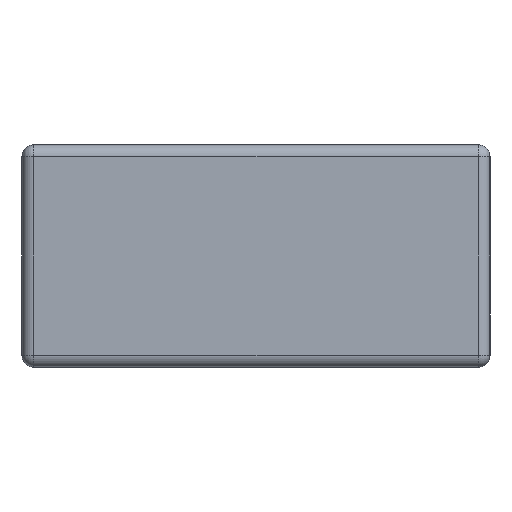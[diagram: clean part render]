
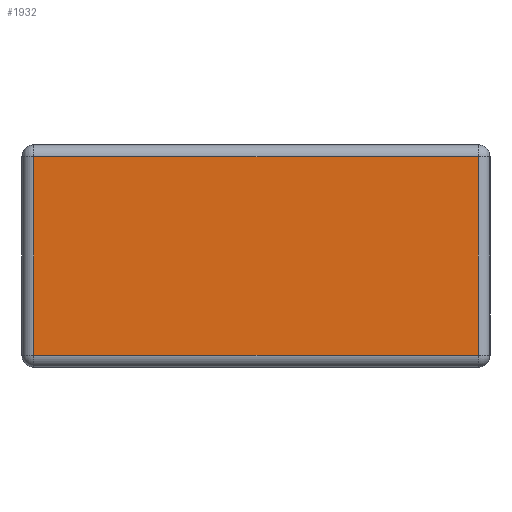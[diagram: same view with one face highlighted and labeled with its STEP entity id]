
A CAD part, left-side view. The second image highlights one B-rep face of the part: STEP entity #1932.
In plain terms, the highlighted planar face has unit normal (-1, 0, 0).
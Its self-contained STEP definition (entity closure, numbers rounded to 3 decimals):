
#82 = CARTESIAN_POINT ( 'NONE',  ( -57., 18., 16. ) ) ;
#96 = VECTOR ( 'NONE', #1216, 1000. ) ;
#208 = LINE ( 'NONE', #405, #96 ) ;
#290 = FACE_OUTER_BOUND ( 'NONE', #1094, .T. ) ;
#314 = VERTEX_POINT ( 'NONE', #641 ) ;
#344 = ORIENTED_EDGE ( 'NONE', *, *, #458, .T. ) ;
#404 = DIRECTION ( 'NONE',  ( 0., 0., -1. ) ) ;
#405 = CARTESIAN_POINT ( 'NONE',  ( -57., 19., 16. ) ) ;
#424 = EDGE_CURVE ( 'NONE', #683, #556, #2494, .T. ) ;
#433 = CARTESIAN_POINT ( 'NONE',  ( -57., 19., -2. ) ) ;
#458 = EDGE_CURVE ( 'NONE', #547, #683, #961, .T. ) ;
#490 = VECTOR ( 'NONE', #2285, 1000. ) ;
#547 = VERTEX_POINT ( 'NONE', #433 ) ;
#556 = VERTEX_POINT ( 'NONE', #2185 ) ;
#641 = CARTESIAN_POINT ( 'NONE',  ( -57., 19., 15. ) ) ;
#683 = VERTEX_POINT ( 'NONE', #843 ) ;
#843 = CARTESIAN_POINT ( 'NONE',  ( -57., -19., -2. ) ) ;
#868 = DIRECTION ( 'NONE',  ( 0., 1., 0. ) ) ;
#891 = DIRECTION ( 'NONE',  ( 1., 0., 0. ) ) ;
#898 = ORIENTED_EDGE ( 'NONE', *, *, #2079, .T. ) ;
#961 = LINE ( 'NONE', #1697, #2140 ) ;
#987 = EDGE_CURVE ( 'NONE', #314, #547, #208, .T. ) ;
#1094 = EDGE_LOOP ( 'NONE', ( #1854, #898, #1233, #344 ) ) ;
#1113 = CARTESIAN_POINT ( 'NONE',  ( -57., -19., 16. ) ) ;
#1216 = DIRECTION ( 'NONE',  ( 0., 0., -1. ) ) ;
#1233 = ORIENTED_EDGE ( 'NONE', *, *, #987, .T. ) ;
#1432 = LINE ( 'NONE', #2226, #1752 ) ;
#1515 = AXIS2_PLACEMENT_3D ( 'NONE', #82, #891, #404 ) ;
#1697 = CARTESIAN_POINT ( 'NONE',  ( -57., -20., -2. ) ) ;
#1752 = VECTOR ( 'NONE', #868, 1000. ) ;
#1854 = ORIENTED_EDGE ( 'NONE', *, *, #424, .T. ) ;
#1862 = PLANE ( 'NONE',  #1515 ) ;
#1932 = ADVANCED_FACE ( 'NONE', ( #290 ), #1862, .F. ) ;
#2079 = EDGE_CURVE ( 'NONE', #556, #314, #1432, .T. ) ;
#2140 = VECTOR ( 'NONE', #2274, 1000. ) ;
#2185 = CARTESIAN_POINT ( 'NONE',  ( -57., -19., 15. ) ) ;
#2226 = CARTESIAN_POINT ( 'NONE',  ( -57., 20., 15. ) ) ;
#2274 = DIRECTION ( 'NONE',  ( 0., -1., 0. ) ) ;
#2285 = DIRECTION ( 'NONE',  ( 0., 0., 1. ) ) ;
#2494 = LINE ( 'NONE', #1113, #490 ) ;
